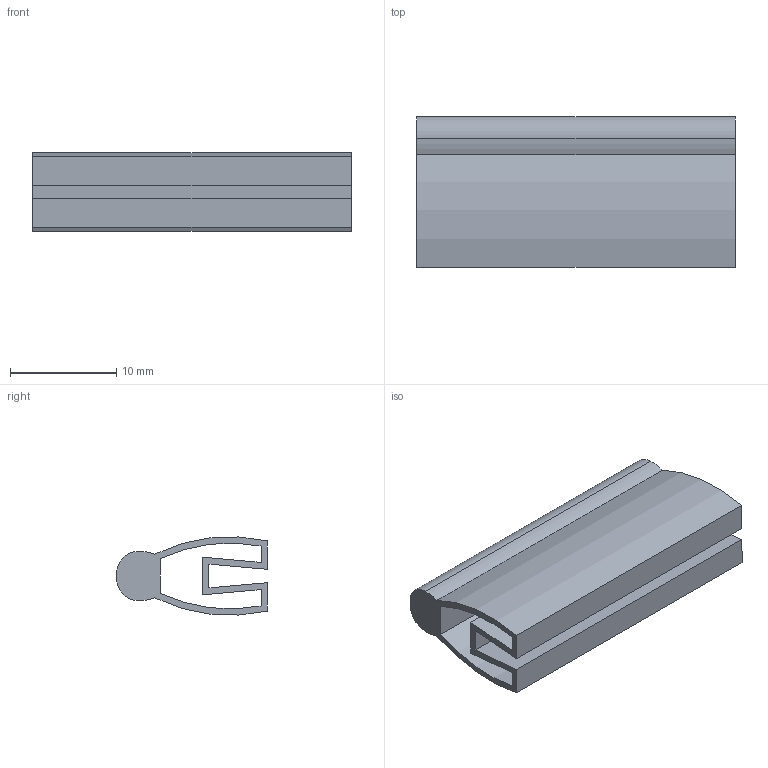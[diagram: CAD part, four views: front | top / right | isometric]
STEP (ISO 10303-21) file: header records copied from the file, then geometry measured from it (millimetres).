
FILE_DESCRIPTION(('SolidDesigner STEP Export'),'2;1');
FILE_NAME('0822479_PATG_4_30-select.stp','2015-07-08T14:37:17',(''),(''),'Creo Elements/Direct Modeling STEP processor for AP214 (Solid Model)','Creo Elements/Direct Modeling 18.1B 29-Sep-2012 (C) Parametric Technology GmbH','');
FILE_SCHEMA(('AUTOMOTIVE_DESIGN { 1 0 10303 214 1 1 1 1 }'));
Length unit declared in the file: millimetre
Products named in the file (2): 0822479_PATG_4_30-select
Assembly tree (1 placements, depth 2):
  0822479_PATG_4_30-select
    0822479_PATG_4_30-select
Bounding box: 30 x 14.2 x 7.35 mm (x, y, z)
Volume: 1191.7 mm3; surface area: 2807.1 mm2
Topology: 1 solids, 1 shells, 22 faces, 60 edges, 40 vertices
Faces by surface type: plane 13, cylinder 9
Entity records: 927 total; most frequent: DIRECTION 126, CARTESIAN_POINT 124, ORIENTED_EDGE 120, EDGE_CURVE 60, AXIS2_PLACEMENT_3D 42, VECTOR 42, LINE 42, VERTEX_POINT 40
